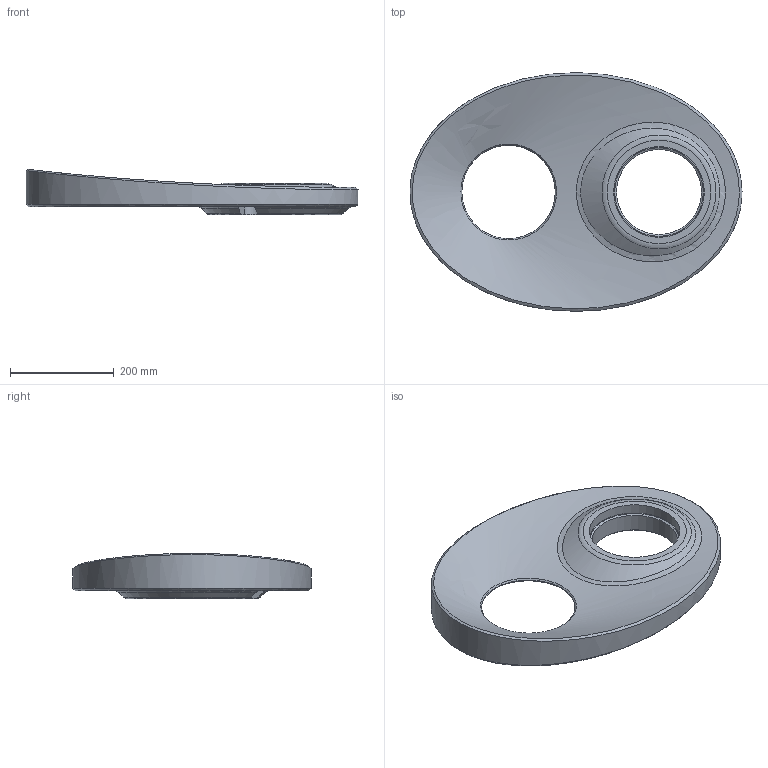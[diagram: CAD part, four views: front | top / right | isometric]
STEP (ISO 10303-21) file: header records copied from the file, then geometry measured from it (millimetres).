
FILE_DESCRIPTION( /* description */ ('Kombiflansch oval'), /* implementation_level */ '2;1');
FILE_NAME( /* name */ 'Z 00015302.ipt_.step', /* time_stamp */ '2024-04-18T15:37:29+02:00', /* author */ ('MUK'), /* organization */ (''), /* preprocessor_version */ 'ST-DEVELOPER v19.2', /* originating_system */ 'Autodesk Inventor 2023', /* authorisation */ '');
FILE_SCHEMA (('AUTOMOTIVE_DESIGN { 1 0 10303 214 3 1 1 }'));
Length unit declared in the file: millimetre
Products named in the file (1): Z 00015302
Bounding box: 640 x 460 x 87.02 mm (x, y, z)
Volume: 6803912.8 mm3; surface area: 505625.7 mm2
Topology: 1 solids, 1 shells, 52 faces, 123 edges, 77 vertices
Faces by surface type: cone 16, cylinder 16, plane 9, bspline 6, torus 5
Full cylindrical faces by diameter (mm): 4.134 x2, 10.106 x8, 25 x1, 164 x1, 175 x2, 180 x1
Entity records: 2904 total; most frequent: CARTESIAN_POINT 1706, DIRECTION 240, ORIENTED_EDGE 226, EDGE_CURVE 113, AXIS2_PLACEMENT_3D 99, VERTEX_POINT 77, EDGE_LOOP 70, CIRCLE 52
